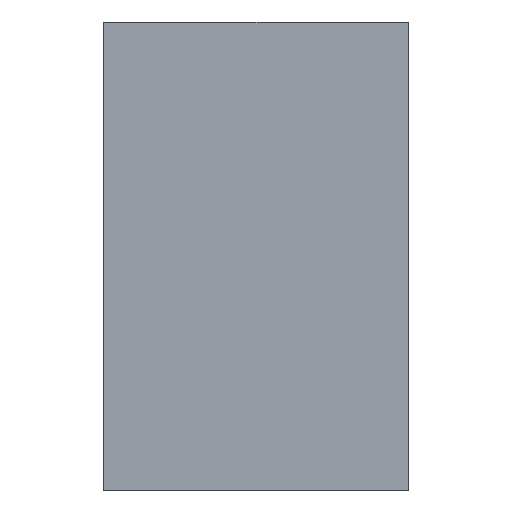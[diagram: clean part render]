
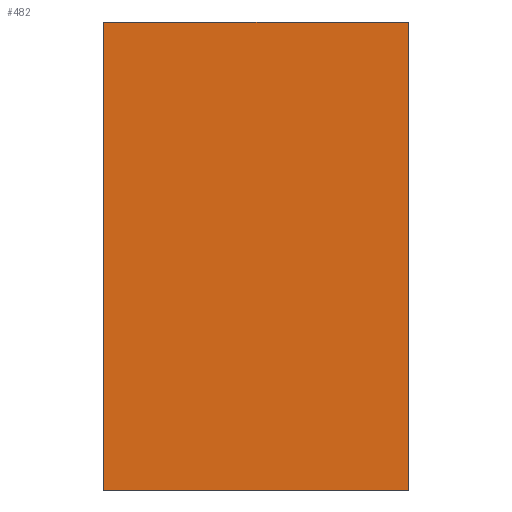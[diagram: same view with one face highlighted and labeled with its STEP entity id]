
A CAD part, left-side view. The second image highlights one B-rep face of the part: STEP entity #482.
In plain terms, the highlighted planar face has unit normal (-1, 0, 0).
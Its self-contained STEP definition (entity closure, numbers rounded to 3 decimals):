
#15 = DIRECTION ( 'NONE',  ( 0., -1., 0. ) ) ;
#70 = LINE ( 'NONE', #739, #437 ) ;
#87 = VERTEX_POINT ( 'NONE', #772 ) ;
#98 = EDGE_CURVE ( 'NONE', #294, #283, #677, .T. ) ;
#120 = CARTESIAN_POINT ( 'NONE',  ( -2.6, 1.3, 1. ) ) ;
#151 = DIRECTION ( 'NONE',  ( 0., -1., 0. ) ) ;
#169 = DIRECTION ( 'NONE',  ( 1., 0., 0. ) ) ;
#180 = ORIENTED_EDGE ( 'NONE', *, *, #98, .F. ) ;
#226 = VECTOR ( 'NONE', #15, 1000. ) ;
#228 = CARTESIAN_POINT ( 'NONE',  ( -2.6, 1.3, -1. ) ) ;
#257 = EDGE_CURVE ( 'NONE', #661, #87, #70, .T. ) ;
#283 = VERTEX_POINT ( 'NONE', #621 ) ;
#294 = VERTEX_POINT ( 'NONE', #228 ) ;
#426 = FACE_OUTER_BOUND ( 'NONE', #768, .T. ) ;
#431 = DIRECTION ( 'NONE',  ( 0., 0., 1. ) ) ;
#437 = VECTOR ( 'NONE', #431, 1000. ) ;
#461 = CARTESIAN_POINT ( 'NONE',  ( -2.6, 1.3, -1. ) ) ;
#482 = ADVANCED_FACE ( 'NONE', ( #426 ), #509, .F. ) ;
#509 = PLANE ( 'NONE',  #807 ) ;
#522 = CARTESIAN_POINT ( 'NONE',  ( -2.6, 0., -1. ) ) ;
#528 = ORIENTED_EDGE ( 'NONE', *, *, #719, .T. ) ;
#549 = CARTESIAN_POINT ( 'NONE',  ( -2.6, 1.3, 1. ) ) ;
#556 = VECTOR ( 'NONE', #151, 1000. ) ;
#592 = LINE ( 'NONE', #461, #226 ) ;
#621 = CARTESIAN_POINT ( 'NONE',  ( -2.6, 1.3, 1. ) ) ;
#623 = DIRECTION ( 'NONE',  ( 0., 0., -1. ) ) ;
#636 = ORIENTED_EDGE ( 'NONE', *, *, #257, .T. ) ;
#661 = VERTEX_POINT ( 'NONE', #522 ) ;
#671 = CARTESIAN_POINT ( 'NONE',  ( -2.6, 1.3, 1. ) ) ;
#677 = LINE ( 'NONE', #671, #833 ) ;
#719 = EDGE_CURVE ( 'NONE', #294, #661, #592, .T. ) ;
#731 = DIRECTION ( 'NONE',  ( 0., 0., 1. ) ) ;
#739 = CARTESIAN_POINT ( 'NONE',  ( -2.6, 0., 1. ) ) ;
#749 = ORIENTED_EDGE ( 'NONE', *, *, #820, .F. ) ;
#768 = EDGE_LOOP ( 'NONE', ( #636, #749, #180, #528 ) ) ;
#772 = CARTESIAN_POINT ( 'NONE',  ( -2.6, 0., 1. ) ) ;
#807 = AXIS2_PLACEMENT_3D ( 'NONE', #120, #169, #623 ) ;
#820 = EDGE_CURVE ( 'NONE', #283, #87, #830, .T. ) ;
#830 = LINE ( 'NONE', #549, #556 ) ;
#833 = VECTOR ( 'NONE', #731, 1000. ) ;
